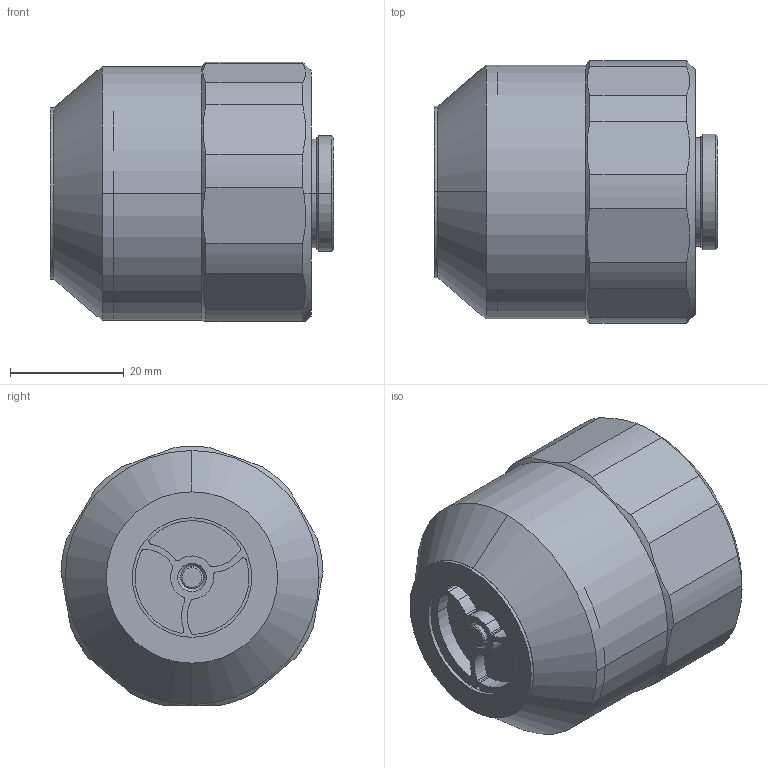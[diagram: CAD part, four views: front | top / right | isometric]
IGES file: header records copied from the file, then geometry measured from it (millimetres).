
Start section: SolidWorks IGES file using analytic representation for surfaces
Global section: file name: 59889.igs; native system: SolidWorks 2011; preprocessor: SolidWorks 2011; author: BillB; date: 120103.113341; units: millimetre
Bounding box: 49.88 x 46.05 x 45.53 mm (x, y, z)
Volume: 231.9 mm3; surface area: 11081.7 mm2
Topology: 1 solids, 3 shells, 134 faces, 332 edges, 211 vertices
Faces by surface type: revolution 108, plane 26
